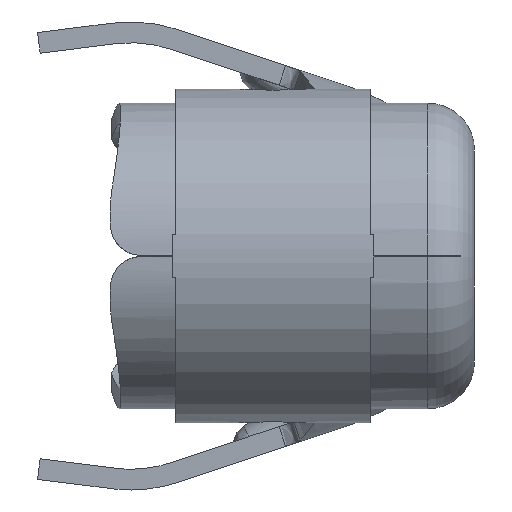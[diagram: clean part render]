
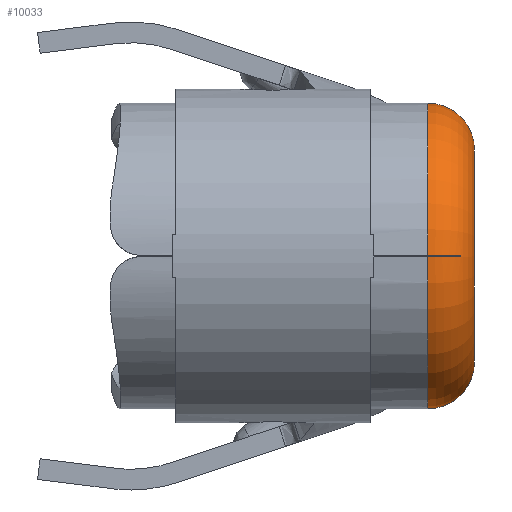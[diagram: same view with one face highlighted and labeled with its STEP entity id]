
A CAD part, left-side view. The second image highlights one B-rep face of the part: STEP entity #10033.
In plain terms, the highlighted toroidal (fillet/blend) face has major radius 2.591 mm and minor radius 1.143 mm.
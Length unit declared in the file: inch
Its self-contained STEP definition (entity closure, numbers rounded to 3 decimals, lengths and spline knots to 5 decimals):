
#256 = CARTESIAN_POINT ( 'NONE',  ( 0., 0.045, 0. ) ) ;
#330 = ORIENTED_EDGE ( 'NONE', *, *, #9127, .F. ) ;
#377 = CIRCLE ( 'NONE', #6678, 0.147 ) ;
#1140 = VERTEX_POINT ( 'NONE', #10367 ) ;
#1307 = CIRCLE ( 'NONE', #7574, 0.045 ) ;
#1314 = CIRCLE ( 'NONE', #7583, 0.045 ) ;
#1331 = CARTESIAN_POINT ( 'NONE',  ( 0., 0.045, 0.102 ) ) ;
#1335 = CIRCLE ( 'NONE', #10330, 0.147 ) ;
#1585 = DIRECTION ( 'NONE',  ( 0., 0., 1. ) ) ;
#1770 = CARTESIAN_POINT ( 'NONE',  ( 0., 0.045, -0.102 ) ) ;
#1950 = EDGE_CURVE ( 'NONE', #1140, #4084, #1335, .T. ) ;
#2037 = CIRCLE ( 'NONE', #8301, 0.102 ) ;
#2263 = DIRECTION ( 'NONE',  ( 0., 0., 1. ) ) ;
#2427 = AXIS2_PLACEMENT_3D ( 'NONE', #8950, #13297, #3484 ) ;
#2628 = CARTESIAN_POINT ( 'NONE',  ( -0.147, 0.045, 0.00058 ) ) ;
#2647 = DIRECTION ( 'NONE',  ( -1., 0., 0. ) ) ;
#2866 = DIRECTION ( 'NONE',  ( 0., 0., 1. ) ) ;
#3343 = ORIENTED_EDGE ( 'NONE', *, *, #3767, .F. ) ;
#3405 = ORIENTED_EDGE ( 'NONE', *, *, #8027, .T. ) ;
#3484 = DIRECTION ( 'NONE',  ( 0., 0., 1. ) ) ;
#3753 = ORIENTED_EDGE ( 'NONE', *, *, #7212, .T. ) ;
#3767 = EDGE_CURVE ( 'NONE', #8415, #4058, #6027, .T. ) ;
#3889 = CIRCLE ( 'NONE', #10093, 0.045 ) ;
#4058 = VERTEX_POINT ( 'NONE', #12422 ) ;
#4084 = VERTEX_POINT ( 'NONE', #10299 ) ;
#4194 = EDGE_CURVE ( 'NONE', #11758, #9611, #2037, .T. ) ;
#4733 = DIRECTION ( 'NONE',  ( 0., 1., 0. ) ) ;
#5802 = DIRECTION ( 'NONE',  ( -1., 0., 0. ) ) ;
#5897 = VERTEX_POINT ( 'NONE', #6155 ) ;
#5961 = AXIS2_PLACEMENT_3D ( 'NONE', #1770, #6231, #10571 ) ;
#6027 = CIRCLE ( 'NONE', #12160, 0.147 ) ;
#6043 = DIRECTION ( 'NONE',  ( -1., 0., 0. ) ) ;
#6124 = CARTESIAN_POINT ( 'NONE',  ( 0., 0., -0.102 ) ) ;
#6155 = CARTESIAN_POINT ( 'NONE',  ( 0., 0.045, -0.147 ) ) ;
#6231 = DIRECTION ( 'NONE',  ( 1., 0., 0. ) ) ;
#6636 = EDGE_CURVE ( 'NONE', #5897, #10369, #377, .T. ) ;
#6678 = AXIS2_PLACEMENT_3D ( 'NONE', #7793, #12113, #2263 ) ;
#7212 = EDGE_CURVE ( 'NONE', #11758, #4058, #1314, .T. ) ;
#7326 = EDGE_CURVE ( 'NONE', #10369, #1140, #3889, .T. ) ;
#7574 = AXIS2_PLACEMENT_3D ( 'NONE', #11441, #1585, #6043 ) ;
#7583 = AXIS2_PLACEMENT_3D ( 'NONE', #1331, #5802, #10158 ) ;
#7793 = CARTESIAN_POINT ( 'NONE',  ( 0., 0.045, 0. ) ) ;
#8027 = EDGE_CURVE ( 'NONE', #8415, #4084, #1307, .T. ) ;
#8154 = CARTESIAN_POINT ( 'NONE',  ( -0.102, 0.045, -0.00058 ) ) ;
#8216 = CIRCLE ( 'NONE', #5961, 0.045 ) ;
#8301 = AXIS2_PLACEMENT_3D ( 'NONE', #8362, #12698, #2866 ) ;
#8362 = CARTESIAN_POINT ( 'NONE',  ( 0., 0., 0. ) ) ;
#8415 = VERTEX_POINT ( 'NONE', #2628 ) ;
#8623 = EDGE_LOOP ( 'NONE', ( #330, #14157, #3753, #3343, #3405, #12464, #12676, #12740 ) ) ;
#8799 = DIRECTION ( 'NONE',  ( 0., 0., 1. ) ) ;
#8875 = DIRECTION ( 'NONE',  ( -0.707, 0.707, 0. ) ) ;
#8946 = CARTESIAN_POINT ( 'NONE',  ( -0.02988, 0.11712, 0. ) ) ;
#8950 = CARTESIAN_POINT ( 'NONE',  ( 0., 0.045, 0. ) ) ;
#9102 = DIRECTION ( 'NONE',  ( 0., 0., 1. ) ) ;
#9127 = EDGE_CURVE ( 'NONE', #9611, #5897, #8216, .T. ) ;
#9611 = VERTEX_POINT ( 'NONE', #6124 ) ;
#10026 = FACE_OUTER_BOUND ( 'NONE', #8623, .T. ) ;
#10033 = ADVANCED_FACE ( 'NONE', ( #10026 ), #10479, .T. ) ;
#10093 = AXIS2_PLACEMENT_3D ( 'NONE', #8154, #12483, #2647 ) ;
#10158 = DIRECTION ( 'NONE',  ( 0., 0., 1. ) ) ;
#10299 = CARTESIAN_POINT ( 'NONE',  ( -0.13382, 0.01318, 0.00058 ) ) ;
#10330 = AXIS2_PLACEMENT_3D ( 'NONE', #8946, #8875, #8799 ) ;
#10367 = CARTESIAN_POINT ( 'NONE',  ( -0.13382, 0.01318, -0.00058 ) ) ;
#10369 = VERTEX_POINT ( 'NONE', #13459 ) ;
#10479 = TOROIDAL_SURFACE ( 'NONE', #2427, 0.102, 0.045 ) ;
#10571 = DIRECTION ( 'NONE',  ( 0., 0., -1. ) ) ;
#11441 = CARTESIAN_POINT ( 'NONE',  ( -0.102, 0.045, 0.00058 ) ) ;
#11758 = VERTEX_POINT ( 'NONE', #11819 ) ;
#11819 = CARTESIAN_POINT ( 'NONE',  ( 0., 0., 0.102 ) ) ;
#12113 = DIRECTION ( 'NONE',  ( 0., 1., 0. ) ) ;
#12160 = AXIS2_PLACEMENT_3D ( 'NONE', #256, #4733, #9102 ) ;
#12422 = CARTESIAN_POINT ( 'NONE',  ( 0., 0.045, 0.147 ) ) ;
#12464 = ORIENTED_EDGE ( 'NONE', *, *, #1950, .F. ) ;
#12483 = DIRECTION ( 'NONE',  ( 0., 0., 1. ) ) ;
#12676 = ORIENTED_EDGE ( 'NONE', *, *, #7326, .F. ) ;
#12698 = DIRECTION ( 'NONE',  ( 0., -1., 0. ) ) ;
#12740 = ORIENTED_EDGE ( 'NONE', *, *, #6636, .F. ) ;
#13297 = DIRECTION ( 'NONE',  ( 0., 1., 0. ) ) ;
#13459 = CARTESIAN_POINT ( 'NONE',  ( -0.147, 0.045, -0.00058 ) ) ;
#14157 = ORIENTED_EDGE ( 'NONE', *, *, #4194, .F. ) ;
